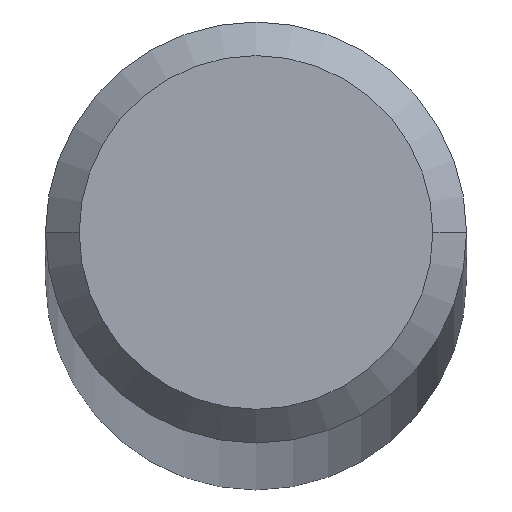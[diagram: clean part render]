
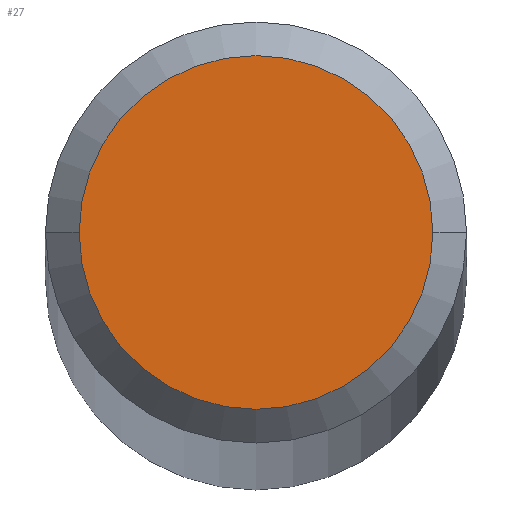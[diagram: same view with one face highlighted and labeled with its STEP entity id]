
A CAD part, top view. The second image highlights one B-rep face of the part: STEP entity #27.
In plain terms, the highlighted planar face has unit normal (0, 0, 1).
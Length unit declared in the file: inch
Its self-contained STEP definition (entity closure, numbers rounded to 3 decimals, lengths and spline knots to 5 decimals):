
#4 = CARTESIAN_POINT ( 'NONE',  ( 0., 0., 12. ) ) ;
#8 = FACE_OUTER_BOUND ( 'NONE', #141, .T. ) ;
#15 = EDGE_CURVE ( 'NONE', #96, #159, #54, .T. ) ;
#18 = AXIS2_PLACEMENT_3D ( 'NONE', #47, #178, #68 ) ;
#22 = DIRECTION ( 'NONE',  ( 1., 0., 0. ) ) ;
#27 = ADVANCED_FACE ( 'NONE', ( #8 ), #145, .T. ) ;
#31 = ORIENTED_EDGE ( 'NONE', *, *, #150, .T. ) ;
#47 = CARTESIAN_POINT ( 'NONE',  ( 0., 0., 12. ) ) ;
#54 = CIRCLE ( 'NONE', #115, 0.1575 ) ;
#57 = CARTESIAN_POINT ( 'NONE',  ( -0.1575, 0., 12. ) ) ;
#68 = DIRECTION ( 'NONE',  ( 1., 0., 0. ) ) ;
#81 = DIRECTION ( 'NONE',  ( 1., 0., 0. ) ) ;
#96 = VERTEX_POINT ( 'NONE', #57 ) ;
#115 = AXIS2_PLACEMENT_3D ( 'NONE', #4, #122, #22 ) ;
#122 = DIRECTION ( 'NONE',  ( 0., 0., 1. ) ) ;
#141 = EDGE_LOOP ( 'NONE', ( #182, #31 ) ) ;
#145 = PLANE ( 'NONE',  #171 ) ;
#147 = CARTESIAN_POINT ( 'NONE',  ( 0., 0., 12. ) ) ;
#150 = EDGE_CURVE ( 'NONE', #159, #96, #215, .T. ) ;
#159 = VERTEX_POINT ( 'NONE', #207 ) ;
#171 = AXIS2_PLACEMENT_3D ( 'NONE', #147, #194, #81 ) ;
#178 = DIRECTION ( 'NONE',  ( 0., 0., 1. ) ) ;
#182 = ORIENTED_EDGE ( 'NONE', *, *, #15, .T. ) ;
#194 = DIRECTION ( 'NONE',  ( 0., 0., 1. ) ) ;
#207 = CARTESIAN_POINT ( 'NONE',  ( 0.1575, 0., 12. ) ) ;
#215 = CIRCLE ( 'NONE', #18, 0.1575 ) ;
